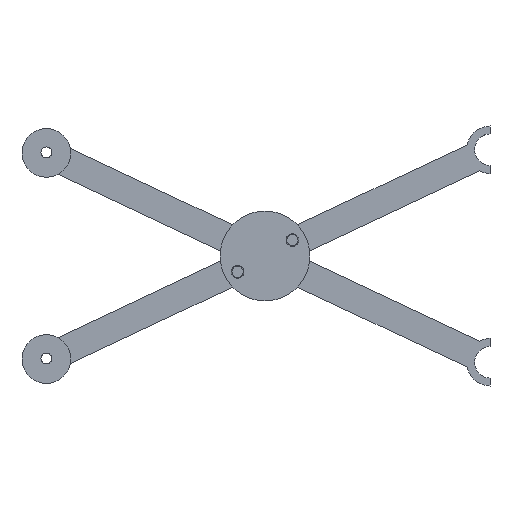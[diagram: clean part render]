
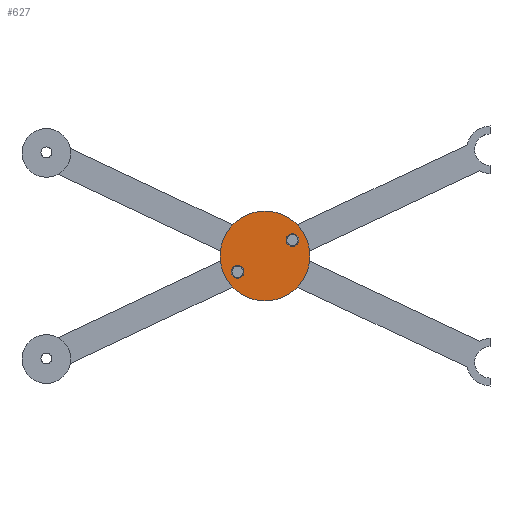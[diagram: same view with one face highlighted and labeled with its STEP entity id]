
A CAD part, top view. The second image highlights one B-rep face of the part: STEP entity #627.
In plain terms, the highlighted planar face has unit normal (0, 0, 1).
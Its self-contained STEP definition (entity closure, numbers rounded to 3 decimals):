
#45=FACE_BOUND('',#128,.T.);
#46=FACE_BOUND('',#129,.T.);
#55=PLANE('',#683);
#90=FACE_OUTER_BOUND('',#127,.T.);
#127=EDGE_LOOP('',(#459));
#128=EDGE_LOOP('',(#460));
#129=EDGE_LOOP('',(#461));
#239=CIRCLE('',#665,2.);
#241=CIRCLE('',#669,2.);
#250=CIRCLE('',#684,14.175);
#277=VERTEX_POINT('',#951);
#279=VERTEX_POINT('',#958);
#292=VERTEX_POINT('',#991);
#342=EDGE_CURVE('',#277,#277,#239,.T.);
#345=EDGE_CURVE('',#279,#279,#241,.T.);
#358=EDGE_CURVE('',#292,#292,#250,.T.);
#459=ORIENTED_EDGE('',*,*,#358,.F.);
#460=ORIENTED_EDGE('',*,*,#342,.T.);
#461=ORIENTED_EDGE('',*,*,#345,.T.);
#627=ADVANCED_FACE('',(#90,#45,#46),#55,.T.);
#665=AXIS2_PLACEMENT_3D('',#953,#760,#761);
#669=AXIS2_PLACEMENT_3D('',#960,#769,#770);
#683=AXIS2_PLACEMENT_3D('',#990,#801,#802);
#684=AXIS2_PLACEMENT_3D('',#992,#803,#804);
#760=DIRECTION('center_axis',(0.,0.,-1.));
#761=DIRECTION('ref_axis',(-1.,0.,0.));
#769=DIRECTION('center_axis',(0.,0.,-1.));
#770=DIRECTION('ref_axis',(-1.,0.,0.));
#801=DIRECTION('center_axis',(0.,0.,1.));
#802=DIRECTION('ref_axis',(-1.,0.,0.));
#803=DIRECTION('center_axis',(0.,0.,-1.));
#804=DIRECTION('ref_axis',(-1.,0.,0.));
#951=CARTESIAN_POINT('',(94.612,72.319,-3.));
#953=CARTESIAN_POINT('Origin',(92.612,72.319,-3.));
#958=CARTESIAN_POINT('',(77.291,62.319,-3.));
#960=CARTESIAN_POINT('Origin',(75.291,62.319,-3.));
#990=CARTESIAN_POINT('Origin',(83.952,67.319,-3.));
#991=CARTESIAN_POINT('',(98.127,67.319,-3.));
#992=CARTESIAN_POINT('Origin',(83.952,67.319,-3.));
